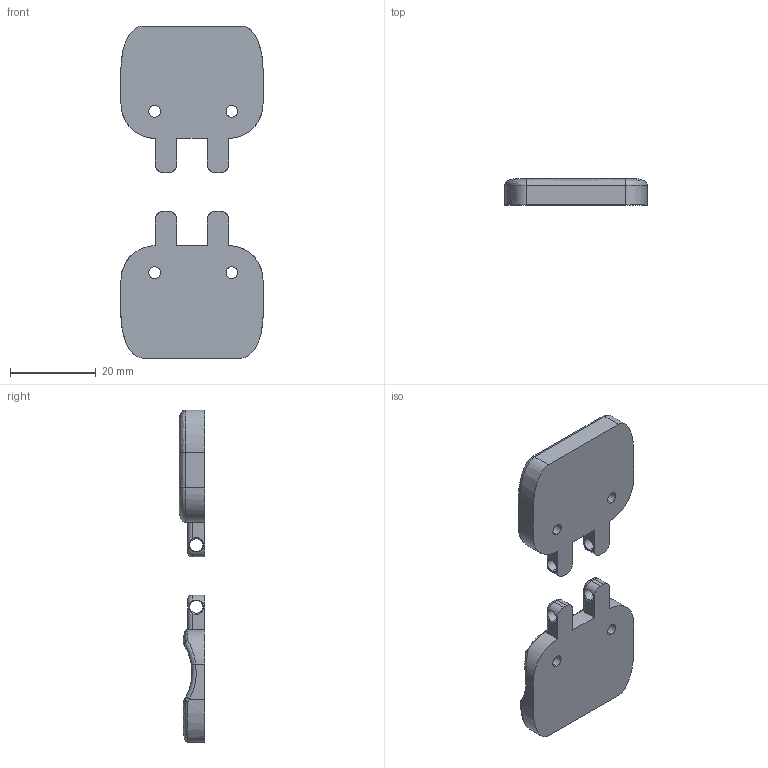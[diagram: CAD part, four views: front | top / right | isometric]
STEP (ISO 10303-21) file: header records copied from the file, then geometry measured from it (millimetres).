
FILE_DESCRIPTION (( 'STEP AP214' ), '1' );
FILE_NAME ('Sketch-1 - Clamshell.STEP', '2020-12-04T20:29:17', ( '' ), ( '' ), 'SwSTEP 2.0', 'SolidWorks 2020', '' );
FILE_SCHEMA (( 'AUTOMOTIVE_DESIGN' ));
Length unit declared in the file: millimetre
Products named in the file (1): Sketch-1 - Clamshell
Bounding box: 33.1 x 6 x 77.33 mm (x, y, z)
Volume: 7752.8 mm3; surface area: 5051.1 mm2
Topology: 2 solids, 2 shells, 181 faces, 470 edges, 277 vertices
Faces by surface type: cylinder 55, bspline 48, plane 38, torus 19, cone 16, sphere 5
Entity records: 11396 total; most frequent: CARTESIAN_POINT 7388, ORIENTED_EDGE 924, DIRECTION 724, EDGE_CURVE 462, AXIS2_PLACEMENT_3D 298, VERTEX_POINT 277, EDGE_LOOP 189, FACE_OUTER_BOUND 181
